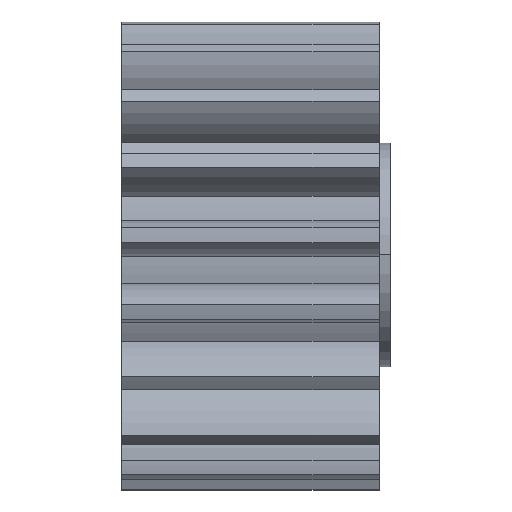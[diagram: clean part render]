
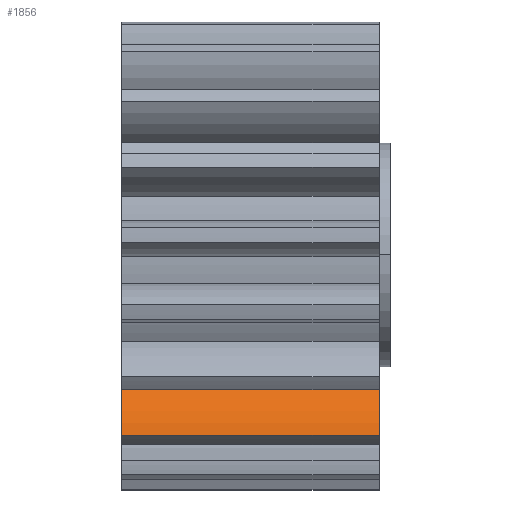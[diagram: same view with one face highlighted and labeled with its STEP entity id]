
A CAD part, top view. The second image highlights one B-rep face of the part: STEP entity #1856.
In plain terms, the highlighted cylindrical face has radius 4.826 mm (diameter 9.652 mm), a partial arc.
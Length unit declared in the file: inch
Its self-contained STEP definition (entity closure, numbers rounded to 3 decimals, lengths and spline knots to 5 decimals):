
#61 = ORIENTED_EDGE ( 'NONE', *, *, #953, .T. ) ;
#447 = DIRECTION ( 'NONE',  ( 0., 0., 1. ) ) ;
#456 = DIRECTION ( 'NONE',  ( 1., 0., 0. ) ) ;
#460 = VERTEX_POINT ( 'NONE', #2370 ) ;
#529 = ORIENTED_EDGE ( 'NONE', *, *, #1473, .T. ) ;
#660 = CARTESIAN_POINT ( 'NONE',  ( -1.40465, -0.91495, 1.44116 ) ) ;
#758 = VECTOR ( 'NONE', #2027, 39.37008 ) ;
#765 = CARTESIAN_POINT ( 'NONE',  ( -1.40465, -1.01758, 1.4941 ) ) ;
#796 = CARTESIAN_POINT ( 'NONE',  ( -0.82965, -0.91495, 1.44116 ) ) ;
#940 = AXIS2_PLACEMENT_3D ( 'NONE', #2775, #1389, #2993 ) ;
#953 = EDGE_CURVE ( 'NONE', #2791, #2744, #1971, .T. ) ;
#963 = ORIENTED_EDGE ( 'NONE', *, *, #1666, .T. ) ;
#1047 = CARTESIAN_POINT ( 'NONE',  ( -0.82965, -1.04925, 1.30676 ) ) ;
#1187 = CARTESIAN_POINT ( 'NONE',  ( -1.11715, -1.01758, 1.4941 ) ) ;
#1300 = DIRECTION ( 'NONE',  ( 0., 0.736, 0.677 ) ) ;
#1389 = DIRECTION ( 'NONE',  ( 1., 0., 0. ) ) ;
#1425 = CIRCLE ( 'NONE', #1917, 0.19 ) ;
#1456 = EDGE_CURVE ( 'NONE', #2744, #460, #1425, .T. ) ;
#1473 = EDGE_CURVE ( 'NONE', #460, #3048, #2666, .T. ) ;
#1554 = CIRCLE ( 'NONE', #940, 0.19 ) ;
#1666 = EDGE_CURVE ( 'NONE', #3048, #2791, #1554, .T. ) ;
#1771 = AXIS2_PLACEMENT_3D ( 'NONE', #2610, #2825, #447 ) ;
#1856 = ADVANCED_FACE ( 'NONE', ( #2339 ), #2271, .T. ) ;
#1917 = AXIS2_PLACEMENT_3D ( 'NONE', #1047, #2685, #1300 ) ;
#1971 = LINE ( 'NONE', #1187, #3083 ) ;
#2027 = DIRECTION ( 'NONE',  ( -1., 0., 0. ) ) ;
#2256 = EDGE_LOOP ( 'NONE', ( #61, #3084, #529, #963 ) ) ;
#2271 = CYLINDRICAL_SURFACE ( 'NONE', #1771, 0.19 ) ;
#2339 = FACE_OUTER_BOUND ( 'NONE', #2256, .T. ) ;
#2370 = CARTESIAN_POINT ( 'NONE',  ( -0.82965, -0.91495, 1.44116 ) ) ;
#2610 = CARTESIAN_POINT ( 'NONE',  ( -0.82965, -1.04925, 1.30676 ) ) ;
#2666 = LINE ( 'NONE', #796, #758 ) ;
#2685 = DIRECTION ( 'NONE',  ( -1., 0., 0. ) ) ;
#2744 = VERTEX_POINT ( 'NONE', #3094 ) ;
#2775 = CARTESIAN_POINT ( 'NONE',  ( -1.40465, -1.04925, 1.30676 ) ) ;
#2791 = VERTEX_POINT ( 'NONE', #765 ) ;
#2825 = DIRECTION ( 'NONE',  ( -1., 0., 0. ) ) ;
#2993 = DIRECTION ( 'NONE',  ( 0., 0., -1. ) ) ;
#3048 = VERTEX_POINT ( 'NONE', #660 ) ;
#3083 = VECTOR ( 'NONE', #456, 39.37008 ) ;
#3084 = ORIENTED_EDGE ( 'NONE', *, *, #1456, .T. ) ;
#3094 = CARTESIAN_POINT ( 'NONE',  ( -0.82965, -1.01758, 1.4941 ) ) ;
